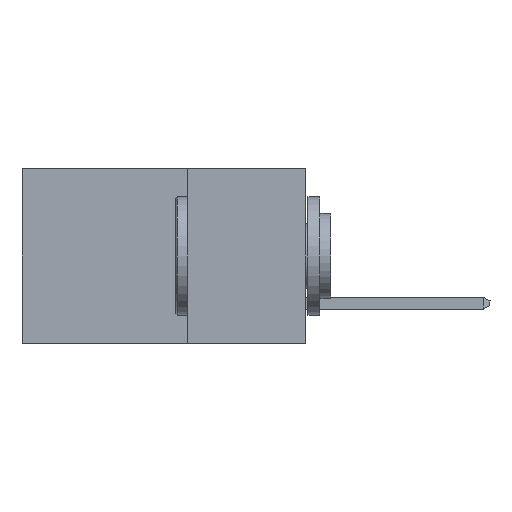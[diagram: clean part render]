
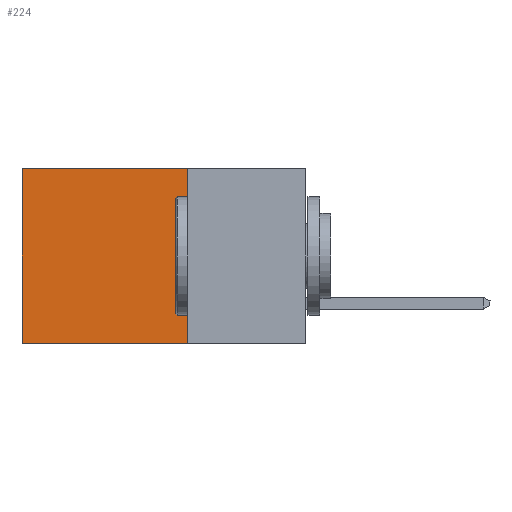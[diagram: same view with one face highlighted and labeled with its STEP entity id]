
A CAD part, left-side view. The second image highlights one B-rep face of the part: STEP entity #224.
In plain terms, the highlighted planar face has unit normal (-1, 0, 0).
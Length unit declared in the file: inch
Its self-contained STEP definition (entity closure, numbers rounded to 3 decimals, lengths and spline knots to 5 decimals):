
#187 = LINE ( 'NONE', #5510, #4273 ) ;
#224 = ADVANCED_FACE ( 'NONE', ( #2610 ), #7623, .F. ) ;
#419 = ORIENTED_EDGE ( 'NONE', *, *, #13995, .T. ) ;
#933 = CARTESIAN_POINT ( 'NONE',  ( 0.298, 0.25, -0.37 ) ) ;
#1128 = DIRECTION ( 'NONE',  ( 1., 0., 0. ) ) ;
#1466 = CARTESIAN_POINT ( 'NONE',  ( 0.298, 0.6, 0. ) ) ;
#1981 = ORIENTED_EDGE ( 'NONE', *, *, #3809, .T. ) ;
#2104 = VERTEX_POINT ( 'NONE', #12086 ) ;
#2231 = AXIS2_PLACEMENT_3D ( 'NONE', #3373, #1128, #4388 ) ;
#2441 = DIRECTION ( 'NONE',  ( 0., 0., -1. ) ) ;
#2610 = FACE_OUTER_BOUND ( 'NONE', #2788, .T. ) ;
#2788 = EDGE_LOOP ( 'NONE', ( #1981, #10021, #13138, #419 ) ) ;
#3205 = VECTOR ( 'NONE', #13570, 39.37008 ) ;
#3243 = CARTESIAN_POINT ( 'NONE',  ( 0.298, 0.25, -0.37 ) ) ;
#3373 = CARTESIAN_POINT ( 'NONE',  ( 0.298, 0.25, 0. ) ) ;
#3528 = VERTEX_POINT ( 'NONE', #1466 ) ;
#3809 = EDGE_CURVE ( 'NONE', #3528, #8693, #13056, .T. ) ;
#4273 = VECTOR ( 'NONE', #8788, 39.37008 ) ;
#4388 = DIRECTION ( 'NONE',  ( 0., 0., -1. ) ) ;
#4407 = LINE ( 'NONE', #13514, #3205 ) ;
#5480 = LINE ( 'NONE', #3243, #8187 ) ;
#5510 = CARTESIAN_POINT ( 'NONE',  ( 0.298, 0.25, 0. ) ) ;
#7587 = DIRECTION ( 'NONE',  ( 0., 1., 0. ) ) ;
#7623 = PLANE ( 'NONE',  #2231 ) ;
#8187 = VECTOR ( 'NONE', #7587, 39.37008 ) ;
#8440 = EDGE_CURVE ( 'NONE', #12406, #8693, #5480, .T. ) ;
#8693 = VERTEX_POINT ( 'NONE', #8957 ) ;
#8788 = DIRECTION ( 'NONE',  ( 0., 0., -1. ) ) ;
#8957 = CARTESIAN_POINT ( 'NONE',  ( 0.298, 0.6, -0.37 ) ) ;
#9144 = EDGE_CURVE ( 'NONE', #2104, #12406, #187, .T. ) ;
#9830 = VECTOR ( 'NONE', #2441, 39.37008 ) ;
#10021 = ORIENTED_EDGE ( 'NONE', *, *, #8440, .F. ) ;
#10112 = CARTESIAN_POINT ( 'NONE',  ( 0.298, 0.6, 0. ) ) ;
#12086 = CARTESIAN_POINT ( 'NONE',  ( 0.298, 0.25, 0. ) ) ;
#12406 = VERTEX_POINT ( 'NONE', #933 ) ;
#13056 = LINE ( 'NONE', #10112, #9830 ) ;
#13138 = ORIENTED_EDGE ( 'NONE', *, *, #9144, .F. ) ;
#13514 = CARTESIAN_POINT ( 'NONE',  ( 0.298, 0.25, 0. ) ) ;
#13570 = DIRECTION ( 'NONE',  ( 0., 1., 0. ) ) ;
#13995 = EDGE_CURVE ( 'NONE', #2104, #3528, #4407, .T. ) ;
